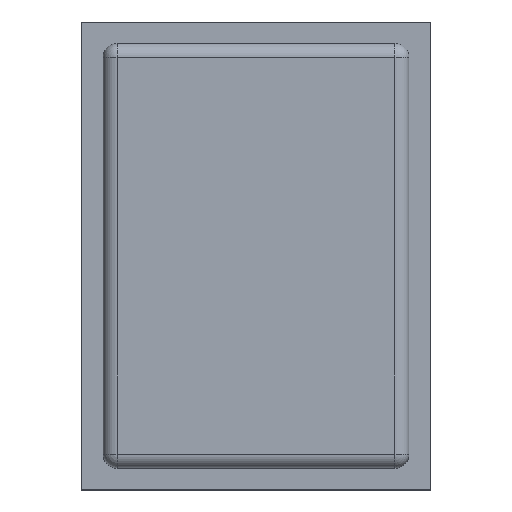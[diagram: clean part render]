
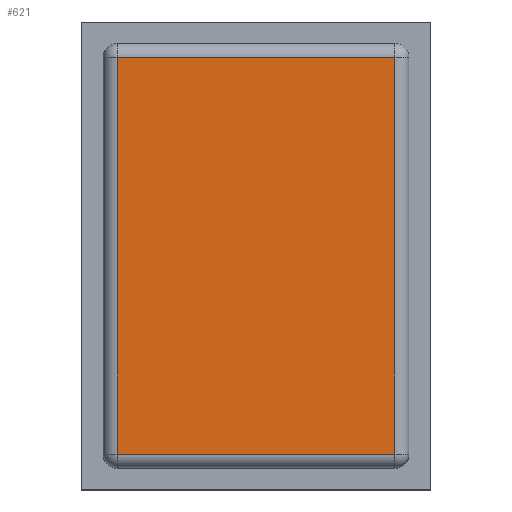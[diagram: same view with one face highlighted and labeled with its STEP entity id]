
A CAD part, top view. The second image highlights one B-rep face of the part: STEP entity #621.
In plain terms, the highlighted planar face has unit normal (0, 0, 1).
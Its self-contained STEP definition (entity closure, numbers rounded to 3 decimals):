
#435 = VERTEX_POINT('',#436);
#436 = CARTESIAN_POINT('',(-0.995,1.42,0.98));
#443 = EDGE_CURVE('',#435,#444,#446,.T.);
#444 = VERTEX_POINT('',#445);
#445 = CARTESIAN_POINT('',(0.995,1.42,0.98));
#446 = LINE('',#447,#448);
#447 = CARTESIAN_POINT('',(-1.095,1.42,0.98));
#448 = VECTOR('',#449,1.);
#449 = DIRECTION('',(1.,0.,0.));
#502 = VERTEX_POINT('',#503);
#503 = CARTESIAN_POINT('',(-0.995,-1.42,0.98));
#510 = EDGE_CURVE('',#502,#435,#511,.T.);
#511 = LINE('',#512,#513);
#512 = CARTESIAN_POINT('',(-0.995,-1.52,0.98));
#513 = VECTOR('',#514,1.);
#514 = DIRECTION('',(0.,1.,0.));
#527 = EDGE_CURVE('',#444,#528,#530,.T.);
#528 = VERTEX_POINT('',#529);
#529 = CARTESIAN_POINT('',(0.995,-1.42,0.98));
#530 = LINE('',#531,#532);
#531 = CARTESIAN_POINT('',(0.995,1.52,0.98));
#532 = VECTOR('',#533,1.);
#533 = DIRECTION('',(0.,-1.,0.));
#586 = EDGE_CURVE('',#528,#502,#587,.T.);
#587 = LINE('',#588,#589);
#588 = CARTESIAN_POINT('',(1.095,-1.42,0.98));
#589 = VECTOR('',#590,1.);
#590 = DIRECTION('',(-1.,0.,0.));
#621 = ADVANCED_FACE('',(#622),#628,.T.);
#622 = FACE_BOUND('',#623,.T.);
#623 = EDGE_LOOP('',(#624,#625,#626,#627));
#624 = ORIENTED_EDGE('',*,*,#443,.F.);
#625 = ORIENTED_EDGE('',*,*,#510,.F.);
#626 = ORIENTED_EDGE('',*,*,#586,.F.);
#627 = ORIENTED_EDGE('',*,*,#527,.F.);
#628 = PLANE('',#629);
#629 = AXIS2_PLACEMENT_3D('',#630,#631,#632);
#630 = CARTESIAN_POINT('',(-1.095,1.52,0.98));
#631 = DIRECTION('',(0.,0.,1.));
#632 = DIRECTION('',(1.,0.,0.));
